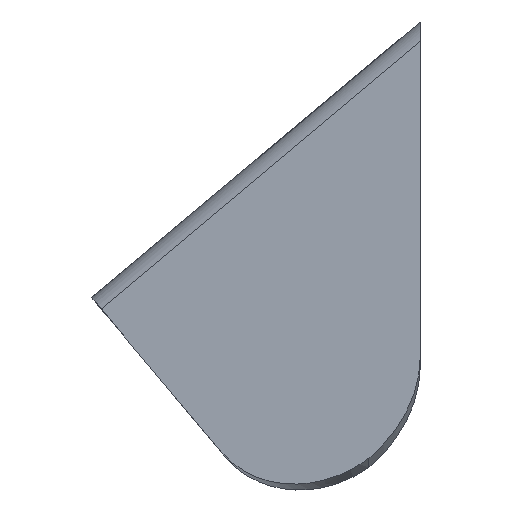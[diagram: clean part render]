
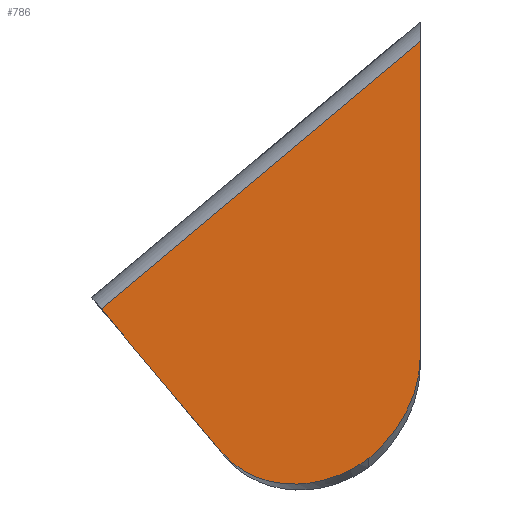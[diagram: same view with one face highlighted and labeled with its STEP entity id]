
A CAD part, left-side view. The second image highlights one B-rep face of the part: STEP entity #786.
In plain terms, the highlighted planar face has unit normal (-0.866, 0.321, 0.383).
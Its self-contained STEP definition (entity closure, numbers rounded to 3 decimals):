
#16=B_SPLINE_CURVE_WITH_KNOTS('',3,(#1330,#1331,#1332,#1333,#1334,#1335,
#1336,#1337,#1338,#1339),.UNSPECIFIED.,.F.,.F.,(4,2,2,2,4),(0.,0.495,
0.991,1.459,1.927),.UNSPECIFIED.);
#27=ELLIPSE('',#879,13.772,12.7);
#62=PLANE('',#878);
#98=FACE_OUTER_BOUND('',#154,.T.);
#154=EDGE_LOOP('',(#633,#634,#635,#636,#637));
#216=LINE('',#1264,#276);
#227=LINE('',#1347,#287);
#228=LINE('',#1348,#288);
#276=VECTOR('',#1034,10.);
#287=VECTOR('',#1067,10.);
#288=VECTOR('',#1068,2.304);
#385=VERTEX_POINT('',#1260);
#387=VERTEX_POINT('',#1263);
#398=VERTEX_POINT('',#1327);
#399=VERTEX_POINT('',#1329);
#400=VERTEX_POINT('',#1346);
#470=EDGE_CURVE('',#385,#387,#216,.T.);
#487=EDGE_CURVE('',#399,#398,#16,.T.);
#489=EDGE_CURVE('',#398,#387,#27,.T.);
#490=EDGE_CURVE('',#400,#385,#227,.T.);
#491=EDGE_CURVE('',#400,#399,#228,.T.);
#633=ORIENTED_EDGE('',*,*,#487,.T.);
#634=ORIENTED_EDGE('',*,*,#489,.T.);
#635=ORIENTED_EDGE('',*,*,#470,.F.);
#636=ORIENTED_EDGE('',*,*,#490,.F.);
#637=ORIENTED_EDGE('',*,*,#491,.T.);
#786=ADVANCED_FACE('',(#98),#62,.T.);
#878=AXIS2_PLACEMENT_3D('',#1344,#1063,#1064);
#879=AXIS2_PLACEMENT_3D('',#1345,#1065,#1066);
#1034=DIRECTION('',(-0.404,0.,-0.915));
#1063=DIRECTION('center_axis',(-0.866,0.321,0.383));
#1064=DIRECTION('ref_axis',(0.5,0.557,0.663));
#1065=DIRECTION('center_axis',(-0.866,0.321,0.383));
#1066=DIRECTION('ref_axis',(0.,-0.766,0.643));
#1067=DIRECTION('',(0.,-0.766,0.643));
#1068=DIRECTION('',(-0.5,-0.557,-0.663));
#1260=CARTESIAN_POINT('',(-135.028,-11.828,36.057));
#1263=CARTESIAN_POINT('',(-150.34,-11.828,1.438));
#1264=CARTESIAN_POINT('',(-151.633,-11.828,-1.487));
#1327=CARTESIAN_POINT('',(-153.155,-6.198,-9.652));
#1329=CARTESIAN_POINT('',(-146.814,10.026,-8.929));
#1330=CARTESIAN_POINT('Ctrl Pts',(-146.814,10.026,-8.929));
#1331=CARTESIAN_POINT('Ctrl Pts',(-147.639,9.107,-10.024));
#1332=CARTESIAN_POINT('Ctrl Pts',(-148.457,7.95,-10.902));
#1333=CARTESIAN_POINT('Ctrl Pts',(-149.985,5.29,-12.125));
#1334=CARTESIAN_POINT('Ctrl Pts',(-150.681,3.812,-12.459));
#1335=CARTESIAN_POINT('Ctrl Pts',(-151.826,0.812,-12.529));
#1336=CARTESIAN_POINT('Ctrl Pts',(-152.276,-0.678,
-12.298));
#1337=CARTESIAN_POINT('Ctrl Pts',(-152.921,-3.573,-11.326));
#1338=CARTESIAN_POINT('Ctrl Pts',(-153.109,-4.954,-10.593));
#1339=CARTESIAN_POINT('Ctrl Pts',(-153.155,-6.198,-9.652));
#1344=CARTESIAN_POINT('Origin',(-76.246,74.831,96.25));
#1345=CARTESIAN_POINT('Origin',(-146.805,0.872,-1.226));
#1346=CARTESIAN_POINT('',(-135.028,23.148,6.708));
#1347=CARTESIAN_POINT('',(-135.028,5.145,21.814));
#1348=CARTESIAN_POINT('',(-131.409,27.177,11.51));
